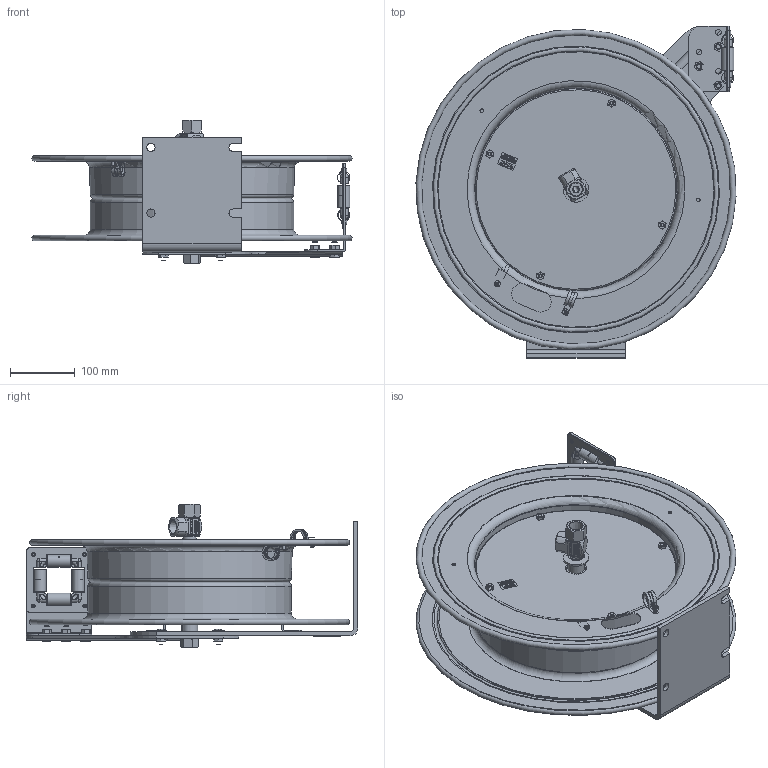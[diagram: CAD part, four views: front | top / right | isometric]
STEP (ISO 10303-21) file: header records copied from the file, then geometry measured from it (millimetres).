
FILE_DESCRIPTION(/* description */ (''),/* implementation_level */ '2;1');
FILE_NAME(/* name */ 'SH-N-450_SHARED.stp',/* time_stamp */ '2015-09-23T10:56:54-07:00',/* author */ ('JKusbel'),/* organization */ (''),/* preprocessor_version */ 'ST-DEVELOPER v15.6',/* originating_system */ 'Autodesk Inventor 2015',/* authorisation */ '');
FILE_SCHEMA (('AUTOMOTIVE_DESIGN { 1 0 10303 214 3 1 1 }'));
Length unit declared in the file: inch
Products named in the file (1): SH-N-450_SHARED
Bounding box: 494.86 x 513.32 x 222.12 mm (x, y, z)
Surface area: 1248199.8 mm2 (no closed solid volume)
Topology: 0 solids, 116 shells, 418 faces, 4382 edges, 4009 vertices
Faces by surface type: plane 253, cylinder 96, torus 31, cone 18, sphere 18, bspline 2
Full cylindrical faces by diameter (mm): 4.826 x1, 7.112 x1, 8.731 x7, 10.414 x1, 12.7 x2, 19.05 x4, 20.574 x1, 20.625 x1, 25.362 x1, 39.624 x1, 311.912 x1, 314.95 x1
Entity records: 40932 total; most frequent: CARTESIAN_POINT 12542, ORIENTED_EDGE 4824, DIRECTION 4548, EDGE_CURVE 4304, VERTEX_POINT 3998, LINE 2378, VECTOR 2378, AXIS2_PLACEMENT_3D 1085
